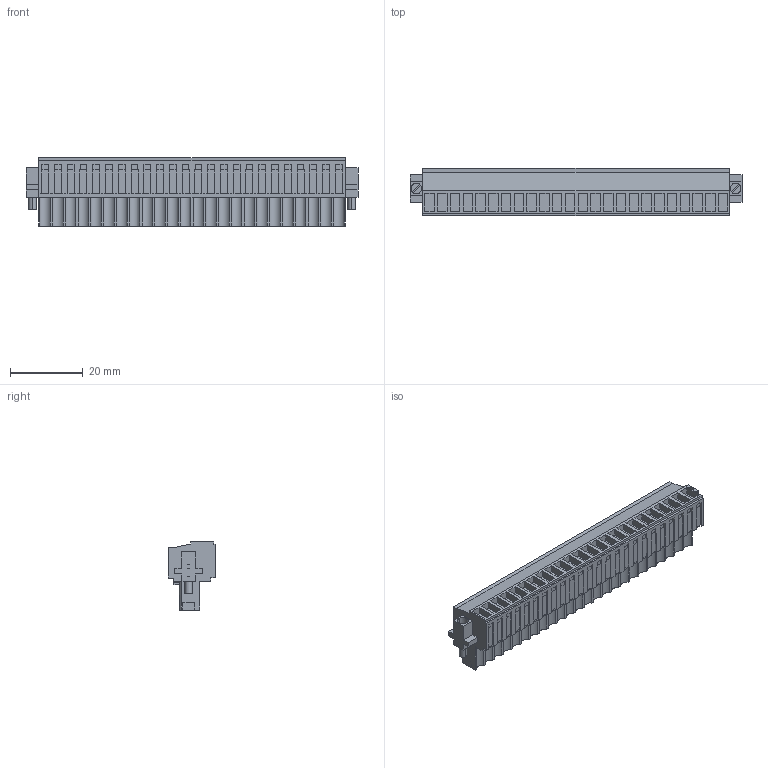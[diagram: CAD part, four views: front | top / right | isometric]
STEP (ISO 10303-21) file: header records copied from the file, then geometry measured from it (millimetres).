
FILE_DESCRIPTION(('CATIA V5R24 STEP','CAx-IF Rec.Pracs.--- Model Styling and Organization---1.2---2011-12-15'),'2;1');
FILE_NAME ('D1453665_0_1620910000_1620910000.stp','2017-05-09T13:06:10+00:00',('none'),('Weidmueller'),'CATIA Version 5-6 Release 2014 SP4 HF52','CATIA V5 STEP AP214','none');
FILE_SCHEMA(('AUTOMOTIVE_DESIGN { 1 0 10303 214 1 1 1 1 }'));
Length unit declared in the file: millimetre
Products named in the file (1): 1620910000
Bounding box: 91 x 12.9 x 18.7 mm (x, y, z)
Volume: 12636.7 mm3; surface area: 9823.2 mm2
Topology: 27 solids, 27 shells, 1477 faces, 4147 edges, 2826 vertices
Faces by surface type: plane 1313, cylinder 164
Entity records: 45387 total; most frequent: ORIENTED_EDGE 8294, CARTESIAN_POINT 8267, DIRECTION 5840, EDGE_CURVE 4147, VECTOR 3567, LINE 3567, VERTEX_POINT 2826, EDGE_LOOP 1583
